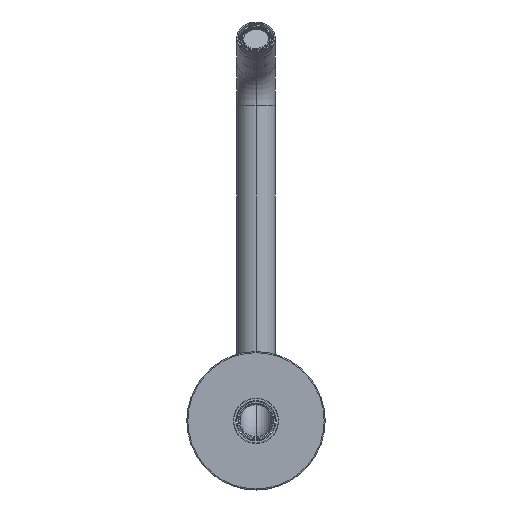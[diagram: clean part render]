
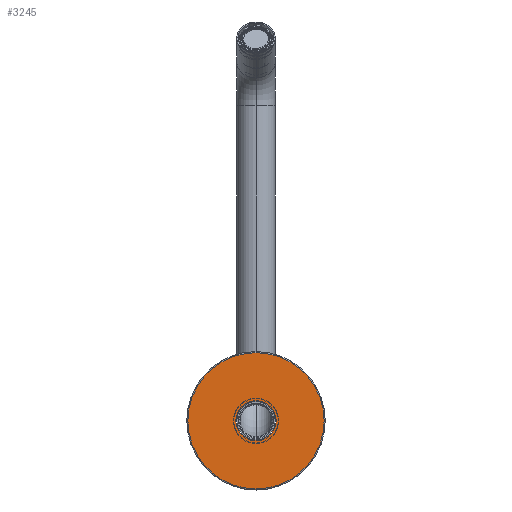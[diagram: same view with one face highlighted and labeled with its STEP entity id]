
A CAD part, front view. The second image highlights one B-rep face of the part: STEP entity #3245.
In plain terms, the highlighted face is planar.
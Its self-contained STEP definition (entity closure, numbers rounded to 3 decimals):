
#86 = EDGE_LOOP ( 'NONE', ( #132, #2801 ) ) ;
#132 = ORIENTED_EDGE ( 'NONE', *, *, #3671, .F. ) ;
#229 = CARTESIAN_POINT ( 'NONE',  ( -32., 0., 8. ) ) ;
#523 = DIRECTION ( 'NONE',  ( 1., 0., 0. ) ) ;
#617 = EDGE_CURVE ( 'NONE', #2410, #3589, #3190, .T. ) ;
#693 = CIRCLE ( 'NONE', #3692, 9.25 ) ;
#738 = AXIS2_PLACEMENT_3D ( 'NONE', #2951, #2933, #2910 ) ;
#781 = CARTESIAN_POINT ( 'NONE',  ( 0., 0., 8. ) ) ;
#822 = PLANE ( 'NONE',  #2319 ) ;
#1054 = AXIS2_PLACEMENT_3D ( 'NONE', #1743, #1216, #2273 ) ;
#1170 = DIRECTION ( 'NONE',  ( 1., 0., 0. ) ) ;
#1216 = DIRECTION ( 'NONE',  ( 0., 0., 1. ) ) ;
#1288 = EDGE_CURVE ( 'NONE', #3359, #2123, #1324, .T. ) ;
#1324 = CIRCLE ( 'NONE', #1054, 32. ) ;
#1346 = EDGE_CURVE ( 'NONE', #2123, #3359, #2797, .T. ) ;
#1743 = CARTESIAN_POINT ( 'NONE',  ( 0., 0., 8. ) ) ;
#1851 = CARTESIAN_POINT ( 'NONE',  ( 9.25, 0., 8. ) ) ;
#1986 = ORIENTED_EDGE ( 'NONE', *, *, #1288, .T. ) ;
#2003 = CARTESIAN_POINT ( 'NONE',  ( -9.25, 0., 8. ) ) ;
#2006 = CARTESIAN_POINT ( 'NONE',  ( 0., 0., 8. ) ) ;
#2123 = VERTEX_POINT ( 'NONE', #229 ) ;
#2273 = DIRECTION ( 'NONE',  ( 1., 0., 0. ) ) ;
#2294 = FACE_OUTER_BOUND ( 'NONE', #3240, .T. ) ;
#2319 = AXIS2_PLACEMENT_3D ( 'NONE', #2006, #3167, #523 ) ;
#2410 = VERTEX_POINT ( 'NONE', #1851 ) ;
#2492 = ORIENTED_EDGE ( 'NONE', *, *, #1346, .T. ) ;
#2651 = CARTESIAN_POINT ( 'NONE',  ( 0., 0., 8. ) ) ;
#2797 = CIRCLE ( 'NONE', #738, 32. ) ;
#2801 = ORIENTED_EDGE ( 'NONE', *, *, #617, .F. ) ;
#2910 = DIRECTION ( 'NONE',  ( 1., 0., 0. ) ) ;
#2933 = DIRECTION ( 'NONE',  ( 0., 0., 1. ) ) ;
#2951 = CARTESIAN_POINT ( 'NONE',  ( 0., 0., 8. ) ) ;
#2984 = CARTESIAN_POINT ( 'NONE',  ( 32., 0., 8. ) ) ;
#3167 = DIRECTION ( 'NONE',  ( 0., 0., 1. ) ) ;
#3190 = CIRCLE ( 'NONE', #3195, 9.25 ) ;
#3195 = AXIS2_PLACEMENT_3D ( 'NONE', #781, #3226, #3459 ) ;
#3226 = DIRECTION ( 'NONE',  ( 0., 0., 1. ) ) ;
#3240 = EDGE_LOOP ( 'NONE', ( #1986, #2492 ) ) ;
#3245 = ADVANCED_FACE ( 'NONE', ( #2294, #3456 ), #822, .T. ) ;
#3359 = VERTEX_POINT ( 'NONE', #2984 ) ;
#3456 = FACE_BOUND ( 'NONE', #86, .T. ) ;
#3459 = DIRECTION ( 'NONE',  ( 1., 0., 0. ) ) ;
#3589 = VERTEX_POINT ( 'NONE', #2003 ) ;
#3671 = EDGE_CURVE ( 'NONE', #3589, #2410, #693, .T. ) ;
#3692 = AXIS2_PLACEMENT_3D ( 'NONE', #2651, #3786, #1170 ) ;
#3786 = DIRECTION ( 'NONE',  ( 0., 0., 1. ) ) ;
